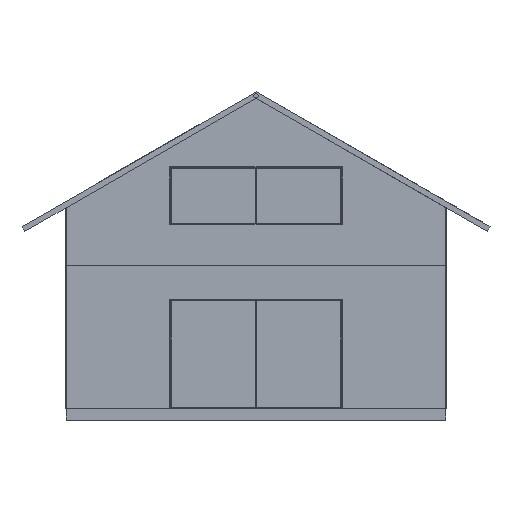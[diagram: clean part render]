
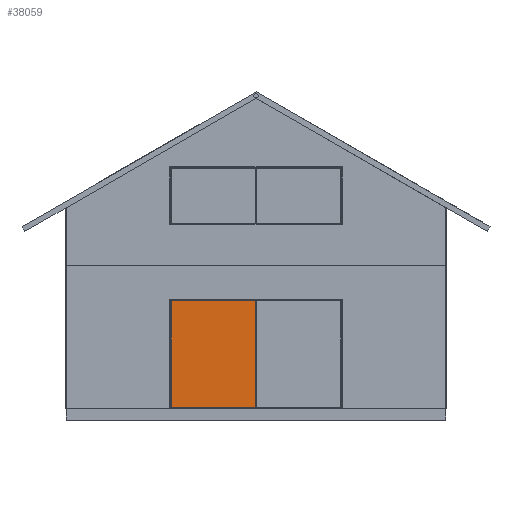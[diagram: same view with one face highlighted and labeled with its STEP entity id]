
A CAD part, front view. The second image highlights one B-rep face of the part: STEP entity #38059.
In plain terms, the highlighted planar face has unit normal (0, -1, 0).
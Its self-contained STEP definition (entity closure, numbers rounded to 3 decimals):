
#37750 = VERTEX_POINT('',#37751);
#37751 = CARTESIAN_POINT('',(-2479.,-5150.,21.));
#37760 = PLANE('',#37761);
#37761 = AXIS2_PLACEMENT_3D('',#37762,#37763,#37764);
#37762 = CARTESIAN_POINT('',(-2479.,-5150.,21.));
#37763 = DIRECTION('',(0.,0.,-1.));
#37764 = DIRECTION('',(1.,0.,0.));
#37772 = PLANE('',#37773);
#37773 = AXIS2_PLACEMENT_3D('',#37774,#37775,#37776);
#37774 = CARTESIAN_POINT('',(-2479.,-5150.,1879.));
#37775 = DIRECTION('',(-1.,0.,-0.));
#37776 = DIRECTION('',(0.,0.,-1.));
#37813 = VERTEX_POINT('',#37814);
#37814 = CARTESIAN_POINT('',(-1010.5,-5150.,21.));
#37828 = PLANE('',#37829);
#37829 = AXIS2_PLACEMENT_3D('',#37830,#37831,#37832);
#37830 = CARTESIAN_POINT('',(-1010.5,-5150.,21.));
#37831 = DIRECTION('',(1.,-0.,0.));
#37832 = DIRECTION('',(0.,0.,1.));
#37840 = EDGE_CURVE('',#37750,#37813,#37841,.T.);
#37841 = SURFACE_CURVE('',#37842,(#37846,#37853),.PCURVE_S1.);
#37842 = LINE('',#37843,#37844);
#37843 = CARTESIAN_POINT('',(-2479.,-5150.,21.));
#37844 = VECTOR('',#37845,1.);
#37845 = DIRECTION('',(1.,0.,0.));
#37846 = PCURVE('',#37760,#37847);
#37847 = DEFINITIONAL_REPRESENTATION('',(#37848),#37852);
#37848 = LINE('',#37849,#37850);
#37849 = CARTESIAN_POINT('',(0.,0.));
#37850 = VECTOR('',#37851,1.);
#37851 = DIRECTION('',(1.,0.));
#37852 = ( GEOMETRIC_REPRESENTATION_CONTEXT(2) 
PARAMETRIC_REPRESENTATION_CONTEXT() REPRESENTATION_CONTEXT('2D SPACE',''
  ) );
#37853 = PCURVE('',#37854,#37859);
#37854 = PLANE('',#37855);
#37855 = AXIS2_PLACEMENT_3D('',#37856,#37857,#37858);
#37856 = CARTESIAN_POINT('',(-1744.75,-5150.,950.));
#37857 = DIRECTION('',(-0.,-1.,-0.));
#37858 = DIRECTION('',(0.,0.,-1.));
#37859 = DEFINITIONAL_REPRESENTATION('',(#37860),#37864);
#37860 = LINE('',#37861,#37862);
#37861 = CARTESIAN_POINT('',(929.,-734.25));
#37862 = VECTOR('',#37863,1.);
#37863 = DIRECTION('',(0.,1.));
#37864 = ( GEOMETRIC_REPRESENTATION_CONTEXT(2) 
PARAMETRIC_REPRESENTATION_CONTEXT() REPRESENTATION_CONTEXT('2D SPACE',''
  ) );
#37894 = VERTEX_POINT('',#37895);
#37895 = CARTESIAN_POINT('',(-1010.5,-5150.,1879.));
#37909 = PLANE('',#37910);
#37910 = AXIS2_PLACEMENT_3D('',#37911,#37912,#37913);
#37911 = CARTESIAN_POINT('',(-1010.5,-5150.,1879.));
#37912 = DIRECTION('',(0.,0.,1.));
#37913 = DIRECTION('',(-1.,0.,0.));
#37921 = EDGE_CURVE('',#37813,#37894,#37922,.T.);
#37922 = SURFACE_CURVE('',#37923,(#37927,#37934),.PCURVE_S1.);
#37923 = LINE('',#37924,#37925);
#37924 = CARTESIAN_POINT('',(-1010.5,-5150.,21.));
#37925 = VECTOR('',#37926,1.);
#37926 = DIRECTION('',(0.,0.,1.));
#37927 = PCURVE('',#37828,#37928);
#37928 = DEFINITIONAL_REPRESENTATION('',(#37929),#37933);
#37929 = LINE('',#37930,#37931);
#37930 = CARTESIAN_POINT('',(0.,0.));
#37931 = VECTOR('',#37932,1.);
#37932 = DIRECTION('',(1.,0.));
#37933 = ( GEOMETRIC_REPRESENTATION_CONTEXT(2) 
PARAMETRIC_REPRESENTATION_CONTEXT() REPRESENTATION_CONTEXT('2D SPACE',''
  ) );
#37934 = PCURVE('',#37854,#37935);
#37935 = DEFINITIONAL_REPRESENTATION('',(#37936),#37940);
#37936 = LINE('',#37937,#37938);
#37937 = CARTESIAN_POINT('',(929.,734.25));
#37938 = VECTOR('',#37939,1.);
#37939 = DIRECTION('',(-1.,0.));
#37940 = ( GEOMETRIC_REPRESENTATION_CONTEXT(2) 
PARAMETRIC_REPRESENTATION_CONTEXT() REPRESENTATION_CONTEXT('2D SPACE',''
  ) );
#37970 = VERTEX_POINT('',#37971);
#37971 = CARTESIAN_POINT('',(-2479.,-5150.,1879.));
#37992 = EDGE_CURVE('',#37894,#37970,#37993,.T.);
#37993 = SURFACE_CURVE('',#37994,(#37998,#38005),.PCURVE_S1.);
#37994 = LINE('',#37995,#37996);
#37995 = CARTESIAN_POINT('',(-1010.5,-5150.,1879.));
#37996 = VECTOR('',#37997,1.);
#37997 = DIRECTION('',(-1.,0.,0.));
#37998 = PCURVE('',#37909,#37999);
#37999 = DEFINITIONAL_REPRESENTATION('',(#38000),#38004);
#38000 = LINE('',#38001,#38002);
#38001 = CARTESIAN_POINT('',(0.,0.));
#38002 = VECTOR('',#38003,1.);
#38003 = DIRECTION('',(1.,0.));
#38004 = ( GEOMETRIC_REPRESENTATION_CONTEXT(2) 
PARAMETRIC_REPRESENTATION_CONTEXT() REPRESENTATION_CONTEXT('2D SPACE',''
  ) );
#38005 = PCURVE('',#37854,#38006);
#38006 = DEFINITIONAL_REPRESENTATION('',(#38007),#38011);
#38007 = LINE('',#38008,#38009);
#38008 = CARTESIAN_POINT('',(-929.,734.25));
#38009 = VECTOR('',#38010,1.);
#38010 = DIRECTION('',(0.,-1.));
#38011 = ( GEOMETRIC_REPRESENTATION_CONTEXT(2) 
PARAMETRIC_REPRESENTATION_CONTEXT() REPRESENTATION_CONTEXT('2D SPACE',''
  ) );
#38039 = EDGE_CURVE('',#37970,#37750,#38040,.T.);
#38040 = SURFACE_CURVE('',#38041,(#38045,#38052),.PCURVE_S1.);
#38041 = LINE('',#38042,#38043);
#38042 = CARTESIAN_POINT('',(-2479.,-5150.,1879.));
#38043 = VECTOR('',#38044,1.);
#38044 = DIRECTION('',(0.,0.,-1.));
#38045 = PCURVE('',#37772,#38046);
#38046 = DEFINITIONAL_REPRESENTATION('',(#38047),#38051);
#38047 = LINE('',#38048,#38049);
#38048 = CARTESIAN_POINT('',(0.,0.));
#38049 = VECTOR('',#38050,1.);
#38050 = DIRECTION('',(1.,0.));
#38051 = ( GEOMETRIC_REPRESENTATION_CONTEXT(2) 
PARAMETRIC_REPRESENTATION_CONTEXT() REPRESENTATION_CONTEXT('2D SPACE',''
  ) );
#38052 = PCURVE('',#37854,#38053);
#38053 = DEFINITIONAL_REPRESENTATION('',(#38054),#38058);
#38054 = LINE('',#38055,#38056);
#38055 = CARTESIAN_POINT('',(-929.,-734.25));
#38056 = VECTOR('',#38057,1.);
#38057 = DIRECTION('',(1.,0.));
#38058 = ( GEOMETRIC_REPRESENTATION_CONTEXT(2) 
PARAMETRIC_REPRESENTATION_CONTEXT() REPRESENTATION_CONTEXT('2D SPACE',''
  ) );
#38059 = ADVANCED_FACE('',(#38060),#37854,.T.);
#38060 = FACE_BOUND('',#38061,.T.);
#38061 = EDGE_LOOP('',(#38062,#38063,#38064,#38065));
#38062 = ORIENTED_EDGE('',*,*,#37840,.T.);
#38063 = ORIENTED_EDGE('',*,*,#37921,.T.);
#38064 = ORIENTED_EDGE('',*,*,#37992,.T.);
#38065 = ORIENTED_EDGE('',*,*,#38039,.T.);
